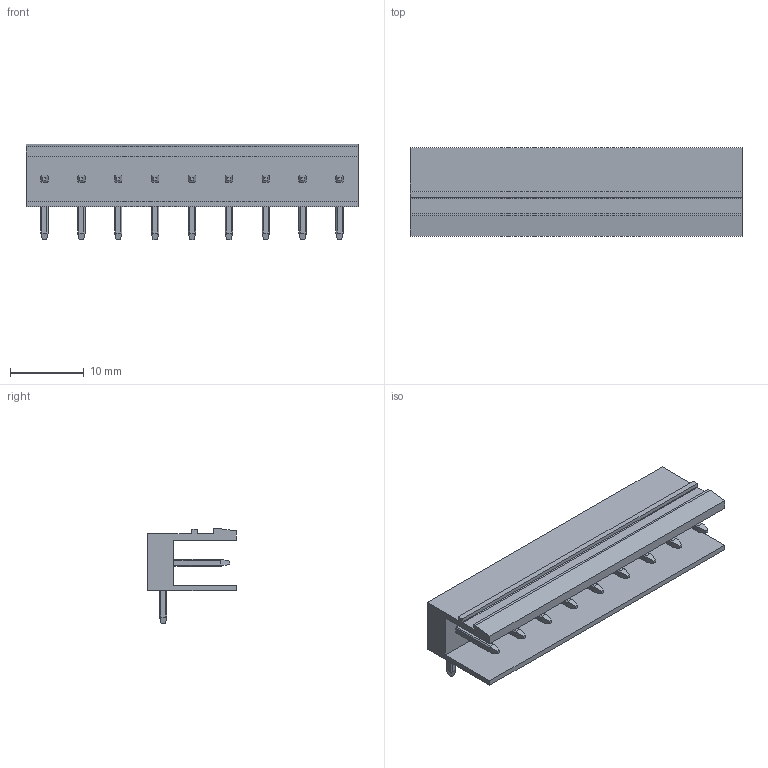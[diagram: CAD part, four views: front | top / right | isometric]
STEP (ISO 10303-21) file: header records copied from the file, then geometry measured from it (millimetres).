
FILE_DESCRIPTION(('CATIA V5 STEP Exchange','CAx-IF Rec.Pracs.--- Model Styling and Organization---1.4--- 2014-01-23'),'2;1');
FILE_NAME ('D1487381_0_1626050000_1626050000.stp','2021-05-17T09:47:08+00:00',('none'),('Weidmueller'),'CATIA Version 5-6 Release 2016 SP3 HF44','CATIA V5 STEP AP214','none');
FILE_SCHEMA(('AUTOMOTIVE_DESIGN { 1 0 10303 214 1 1 1 1 }'));
Length unit declared in the file: millimetre
Products named in the file (1): 1626050000
Bounding box: 45 x 12 x 13 mm (x, y, z)
Volume: 2025.5 mm3; surface area: 3441.4 mm2
Topology: 10 solids, 10 shells, 361 faces, 1005 edges, 664 vertices
Faces by surface type: plane 215, cylinder 146
Entity records: 11650 total; most frequent: CARTESIAN_POINT 2664, ORIENTED_EDGE 2010, DIRECTION 1373, EDGE_CURVE 1005, VECTOR 713, LINE 713, VERTEX_POINT 664, EDGE_LOOP 379
